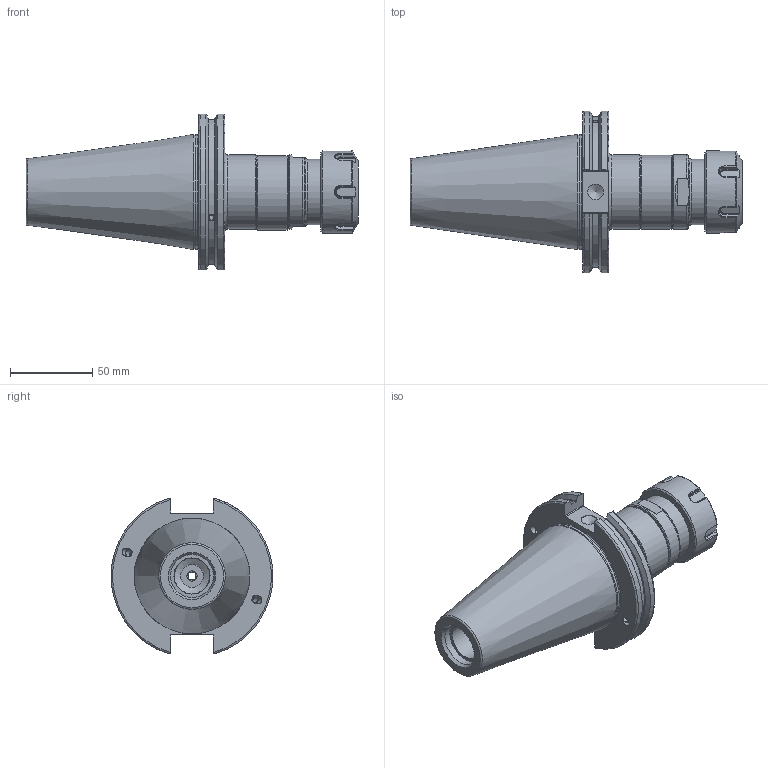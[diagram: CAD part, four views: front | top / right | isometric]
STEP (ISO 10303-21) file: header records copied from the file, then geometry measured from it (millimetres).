
FILE_DESCRIPTION(/* description */ (''),/* implementation_level */ '2;1');
FILE_NAME(/* name */ 'JL066SYT.stp',/* time_stamp */ '2022-04-12T10:00:57+09:00',/* author */ ('eos'),/* organization */ (''),/* preprocessor_version */ 'ST-DEVELOPER v18.1',/* originating_system */ 'Autodesk Inventor 2022',/* authorisation */ '');
FILE_SCHEMA (('AUTOMOTIVE_DESIGN { 1 0 10303 214 3 1 1 }'));
Length unit declared in the file: millimetre
Products named in the file (5): LO-CAT50ADB-SYTER27-100; CAT50; SYNCHRO-ER25-36; SYTER16-COVER(RED); ER32NUT
Assembly tree (4 placements, depth 2):
  LO-CAT50ADB-SYTER27-100
    CAT50
    SYNCHRO-ER25-36
    SYTER16-COVER(RED)
    ER32NUT
Bounding box: 201.6 x 98.06 x 94.69 mm (x, y, z)
Volume: 412133.7 mm3; surface area: 78765.9 mm2
Topology: 4 solids, 4 shells, 256 faces, 629 edges, 404 vertices
Faces by surface type: plane 98, cylinder 74, cone 50, torus 28, bspline 6
Full cylindrical faces by diameter (mm): 1 x1, 3.242 x4, 4.134 x2, 4.2 x2, 4.917 x1, 5 x6, 5.1 x4, 6.2 x1, 6.5 x1, 9.525 x1, 14 x1, 15 x1, 15.4 x1, 21.5 x1, 21.971 x1, 23.5 x1, 26.2 x1, 27.1 x1, 31.4 x1, 33.8 x1, 34 x1, 34.4 x1, 38.4 x2, 38.6 x1, 40 x1, 40.5 x1, 41 x4, 45 x3, 50 x1, 69.25 x1
Entity records: 9131 total; most frequent: CARTESIAN_POINT 2982, DIRECTION 1244, ORIENTED_EDGE 1234, EDGE_CURVE 617, AXIS2_PLACEMENT_3D 501, VERTEX_POINT 404, EDGE_LOOP 307, FACE_OUTER_BOUND 256
